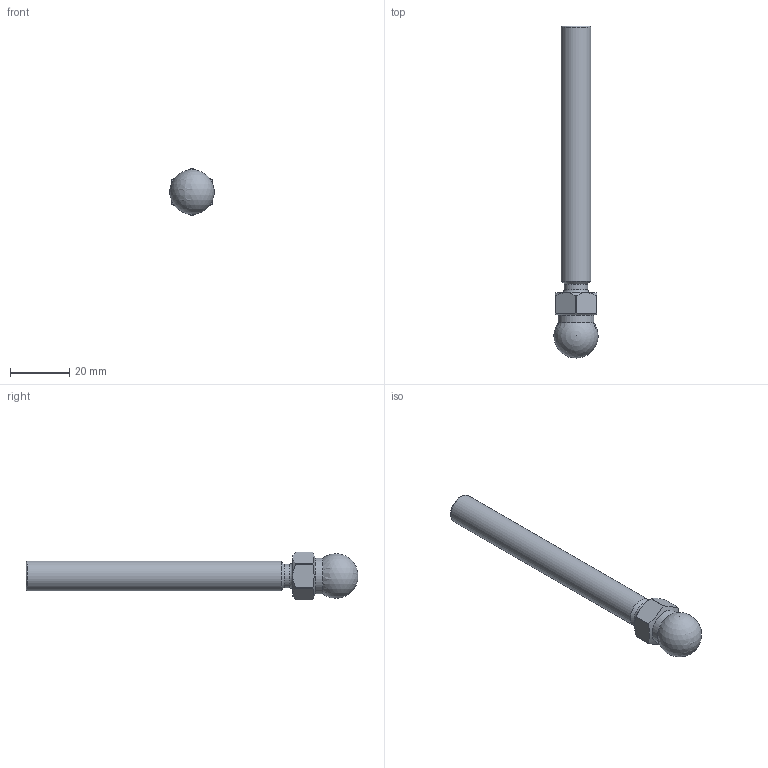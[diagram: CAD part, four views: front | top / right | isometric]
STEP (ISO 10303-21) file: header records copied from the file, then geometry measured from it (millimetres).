
FILE_DESCRIPTION((''),'2;1');
FILE_NAME('AR3550.stp','2020-12-21T15:10:12',('arma02'),(''),'Autodesk Inventor 2013','Autodesk Inventor 2013','');
FILE_SCHEMA(('AUTOMOTIVE_DESIGN { 1 0 10303 214 1 1 1 1 }'));
Length unit declared in the file: millimetre
Products named in the file (1): AR3550
Bounding box: 14.88 x 111.94 x 16.1 mm (x, y, z)
Volume: 10092.6 mm3; surface area: 4046.7 mm2
Topology: 1 solids, 1 shells, 28 faces, 75 edges, 49 vertices
Faces by surface type: cylinder 9, plane 8, cone 8, torus 2, sphere 1
Full cylindrical faces by diameter (mm): 8 x1, 10 x1, 12 x1
Entity records: 862 total; most frequent: CARTESIAN_POINT 179, DIRECTION 128, ORIENTED_EDGE 128, EDGE_CURVE 64, AXIS2_PLACEMENT_3D 55, VERTEX_POINT 46, EDGE_LOOP 36, FACE_OUTER_BOUND 28
